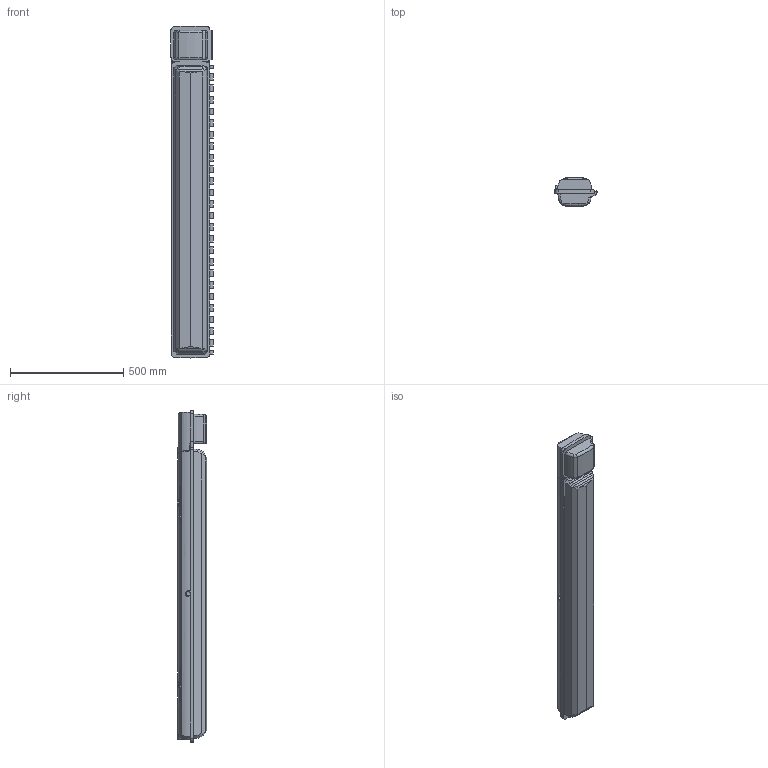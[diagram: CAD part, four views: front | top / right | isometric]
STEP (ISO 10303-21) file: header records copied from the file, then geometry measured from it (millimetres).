
FILE_DESCRIPTION (( 'STEP AP214' ), '1' );
FILE_NAME ('Kundenmodell 6009 36 W.STEP', '2015-10-22T13:16:30', ( '' ), ( '' ), 'SwSTEP 2.0', 'SolidWorks 2015', '' );
FILE_SCHEMA (( 'AUTOMOTIVE_DESIGN' ));
Length unit declared in the file: millimetre
Products named in the file (1): Kundenmodell 6009 36 W
Bounding box: 185.6 x 129.01 x 1464.72 mm (x, y, z)
Volume: 24303993.1 mm3; surface area: 837285.2 mm2
Topology: 1 solids, 1 shells, 387 faces, 1012 edges, 636 vertices
Faces by surface type: plane 248, cylinder 123, torus 8, cone 4, bspline 4
Entity records: 12876 total; most frequent: CARTESIAN_POINT 3355, ORIENTED_EDGE 2024, DIRECTION 1928, EDGE_CURVE 1012, LINE 704, VECTOR 704, VERTEX_POINT 636, AXIS2_PLACEMENT_3D 612
